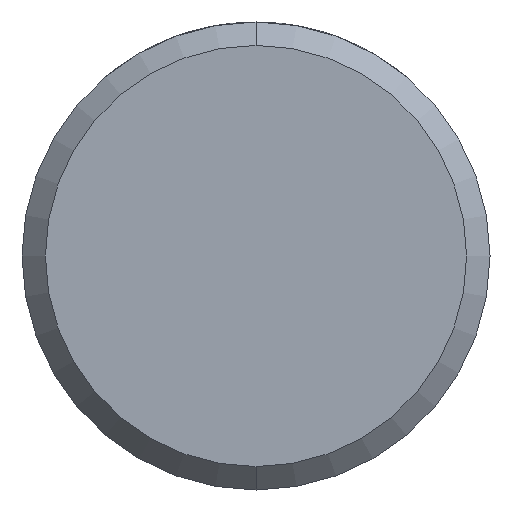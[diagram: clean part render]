
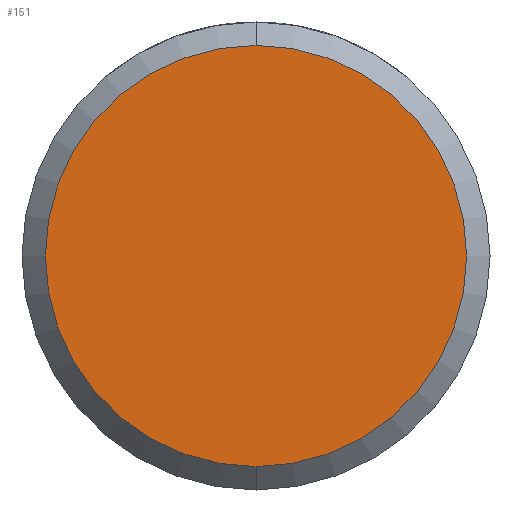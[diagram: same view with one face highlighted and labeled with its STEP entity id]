
A CAD part, front view. The second image highlights one B-rep face of the part: STEP entity #151.
In plain terms, the highlighted planar face has unit normal (0, -1, 0).
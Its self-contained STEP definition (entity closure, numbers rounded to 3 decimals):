
#56 = VERTEX_POINT ( 'NONE', #540 ) ;
#88 = CARTESIAN_POINT ( 'NONE',  ( 0., 0., 0. ) ) ;
#132 = ORIENTED_EDGE ( 'NONE', *, *, #266, .T. ) ;
#151 = ADVANCED_FACE ( 'NONE', ( #274 ), #727, .F. ) ;
#168 = VERTEX_POINT ( 'NONE', #723 ) ;
#175 = ORIENTED_EDGE ( 'NONE', *, *, #299, .T. ) ;
#197 = CARTESIAN_POINT ( 'NONE',  ( 0., 0., 0. ) ) ;
#214 = CIRCLE ( 'NONE', #357, 9. ) ;
#264 = DIRECTION ( 'NONE',  ( 0., 0., 1. ) ) ;
#266 = EDGE_CURVE ( 'NONE', #56, #168, #599, .T. ) ;
#273 = EDGE_LOOP ( 'NONE', ( #175, #132 ) ) ;
#274 = FACE_OUTER_BOUND ( 'NONE', #273, .T. ) ;
#283 = CARTESIAN_POINT ( 'NONE',  ( 0., 0., 0. ) ) ;
#299 = EDGE_CURVE ( 'NONE', #168, #56, #214, .T. ) ;
#342 = DIRECTION ( 'NONE',  ( 0., -1., 0. ) ) ;
#357 = AXIS2_PLACEMENT_3D ( 'NONE', #283, #342, #681 ) ;
#388 = DIRECTION ( 'NONE',  ( 0., -1., 0. ) ) ;
#504 = DIRECTION ( 'NONE',  ( 0., 0., 1. ) ) ;
#540 = CARTESIAN_POINT ( 'NONE',  ( 0., 0., -9. ) ) ;
#560 = AXIS2_PLACEMENT_3D ( 'NONE', #197, #603, #264 ) ;
#599 = CIRCLE ( 'NONE', #726, 9. ) ;
#603 = DIRECTION ( 'NONE',  ( 0., 1., 0. ) ) ;
#681 = DIRECTION ( 'NONE',  ( 0., 0., 1. ) ) ;
#723 = CARTESIAN_POINT ( 'NONE',  ( 0., 0., 9. ) ) ;
#726 = AXIS2_PLACEMENT_3D ( 'NONE', #88, #388, #504 ) ;
#727 = PLANE ( 'NONE',  #560 ) ;
